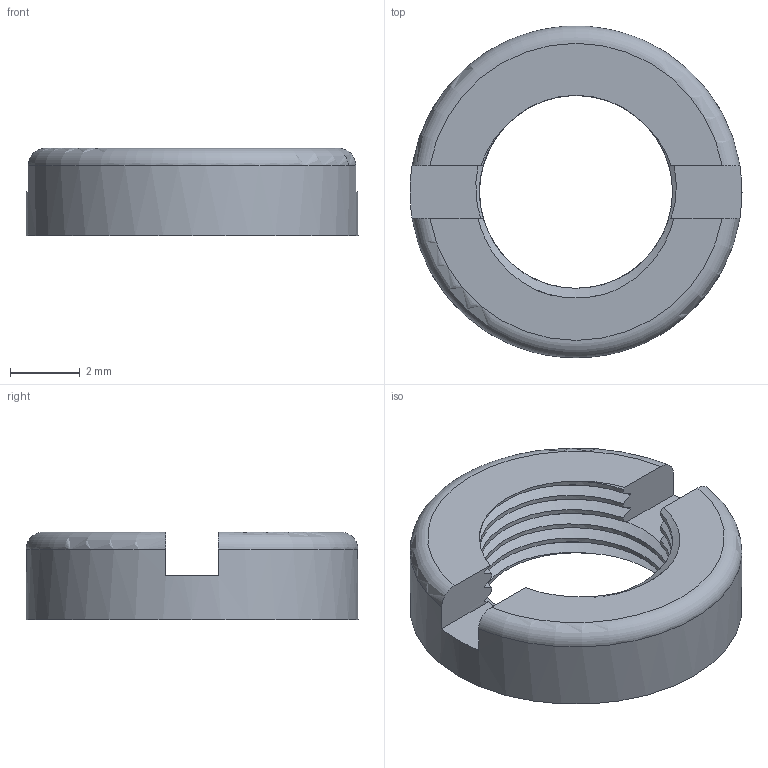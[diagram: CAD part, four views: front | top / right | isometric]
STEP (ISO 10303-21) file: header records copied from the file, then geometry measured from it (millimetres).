
FILE_DESCRIPTION(/* description */ (''),/* implementation_level */ '2;1');
FILE_NAME(/* name */ 'Bananut M6 Silver.step',/* time_stamp */ '2022-11-11T07:44:14-07:00',/* author */ (''),/* organization */ (''),/* preprocessor_version */ 'ST-DEVELOPER v19.2',/* originating_system */ 'Autodesk Translation Framework v11.17.0.187',/* authorisation */ '');
FILE_SCHEMA (('AUTOMOTIVE_DESIGN { 1 0 10303 214 3 1 1 }'));
Length unit declared in the file: millimetre
Products named in the file (1): Bananut M6
Bounding box: 9.51 x 9.51 x 2.51 mm (x, y, z)
Volume: 104.4 mm3; surface area: 233.6 mm2
Topology: 1 solids, 1 shells, 41 faces, 120 edges, 80 vertices
Faces by surface type: cylinder 18, bspline 12, plane 9, torus 2
Full cylindrical faces by diameter (mm): 5.529 x1, 9.51 x1
Entity records: 2465 total; most frequent: CARTESIAN_POINT 1493, ORIENTED_EDGE 240, DIRECTION 122, EDGE_CURVE 120, VERTEX_POINT 80, B_SPLINE_CURVE_WITH_KNOTS 70, EDGE_LOOP 42, AXIS2_PLACEMENT_3D 42
